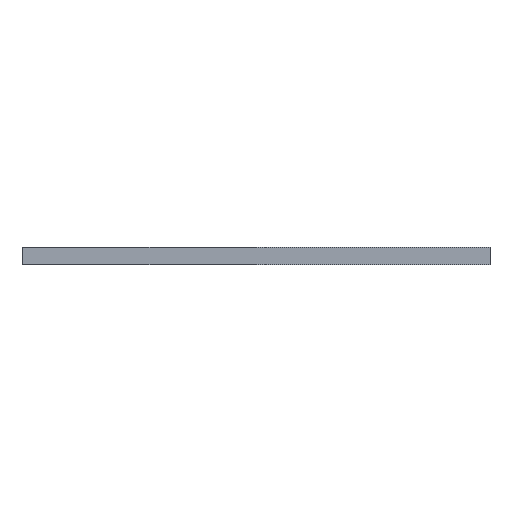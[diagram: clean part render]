
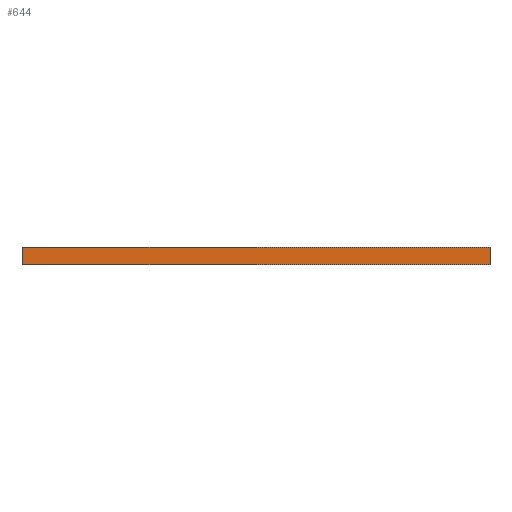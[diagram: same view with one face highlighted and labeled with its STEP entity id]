
A CAD part, left-side view. The second image highlights one B-rep face of the part: STEP entity #644.
In plain terms, the highlighted planar face has unit normal (-1, 0, 0).
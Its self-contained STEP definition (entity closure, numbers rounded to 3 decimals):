
#6 = EDGE_CURVE ( 'NONE', #2487, #516, #438, .T. ) ;
#84 = EDGE_LOOP ( 'NONE', ( #2210, #1563, #759, #2262 ) ) ;
#106 = VECTOR ( 'NONE', #1566, 1000. ) ;
#232 = EDGE_CURVE ( 'NONE', #2211, #1830, #266, .T. ) ;
#251 = DIRECTION ( 'NONE',  ( 0., 0., -1. ) ) ;
#266 = LINE ( 'NONE', #565, #106 ) ;
#430 = VECTOR ( 'NONE', #251, 1000. ) ;
#438 = LINE ( 'NONE', #1822, #430 ) ;
#447 = EDGE_CURVE ( 'NONE', #516, #1830, #1772, .T. ) ;
#484 = CARTESIAN_POINT ( 'NONE',  ( -22.4, -22.875, 0.85 ) ) ;
#516 = VERTEX_POINT ( 'NONE', #534 ) ;
#534 = CARTESIAN_POINT ( 'NONE',  ( -22.4, -22.875, -0.85 ) ) ;
#565 = CARTESIAN_POINT ( 'NONE',  ( -22.4, 22.875, 0.85 ) ) ;
#644 = ADVANCED_FACE ( 'NONE', ( #1556 ), #1488, .T. ) ;
#759 = ORIENTED_EDGE ( 'NONE', *, *, #1627, .T. ) ;
#1089 = LINE ( 'NONE', #1585, #1185 ) ;
#1116 = CARTESIAN_POINT ( 'NONE',  ( -22.4, -22.875, -0.85 ) ) ;
#1185 = VECTOR ( 'NONE', #1228, 1000. ) ;
#1228 = DIRECTION ( 'NONE',  ( 0., 1., 0. ) ) ;
#1252 = VECTOR ( 'NONE', #1920, 1000. ) ;
#1488 = PLANE ( 'NONE',  #2302 ) ;
#1556 = FACE_OUTER_BOUND ( 'NONE', #84, .T. ) ;
#1563 = ORIENTED_EDGE ( 'NONE', *, *, #6, .F. ) ;
#1566 = DIRECTION ( 'NONE',  ( 0., 0., -1. ) ) ;
#1585 = CARTESIAN_POINT ( 'NONE',  ( -22.4, -22.875, 0.85 ) ) ;
#1627 = EDGE_CURVE ( 'NONE', #2487, #2211, #1089, .T. ) ;
#1666 = CARTESIAN_POINT ( 'NONE',  ( -22.4, 22.875, 0.85 ) ) ;
#1772 = LINE ( 'NONE', #1116, #1252 ) ;
#1822 = CARTESIAN_POINT ( 'NONE',  ( -22.4, -22.875, 0.85 ) ) ;
#1830 = VERTEX_POINT ( 'NONE', #1832 ) ;
#1832 = CARTESIAN_POINT ( 'NONE',  ( -22.4, 22.875, -0.85 ) ) ;
#1920 = DIRECTION ( 'NONE',  ( 0., 1., 0. ) ) ;
#2086 = DIRECTION ( 'NONE',  ( 0., 0., 1. ) ) ;
#2210 = ORIENTED_EDGE ( 'NONE', *, *, #447, .F. ) ;
#2211 = VERTEX_POINT ( 'NONE', #1666 ) ;
#2262 = ORIENTED_EDGE ( 'NONE', *, *, #232, .T. ) ;
#2302 = AXIS2_PLACEMENT_3D ( 'NONE', #484, #2491, #2086 ) ;
#2487 = VERTEX_POINT ( 'NONE', #2527 ) ;
#2491 = DIRECTION ( 'NONE',  ( -1., 0., 0. ) ) ;
#2527 = CARTESIAN_POINT ( 'NONE',  ( -22.4, -22.875, 0.85 ) ) ;
